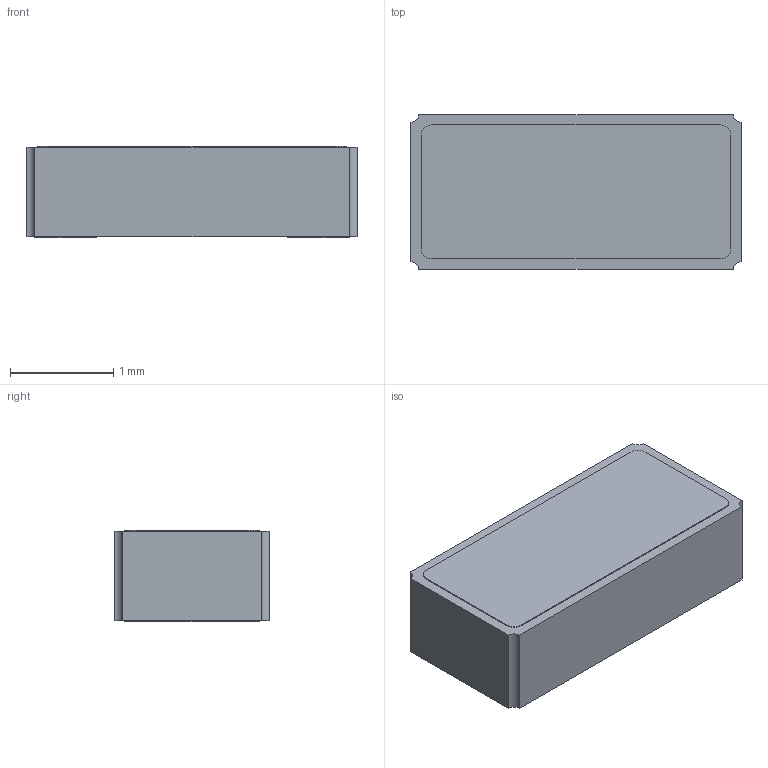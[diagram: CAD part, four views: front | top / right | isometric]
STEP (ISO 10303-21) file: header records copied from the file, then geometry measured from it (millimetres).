
FILE_DESCRIPTION (( 'STEP AP214' ), '1' );
FILE_NAME ('User Library-ECX-34R.STEP', '2020-06-11T23:45:41', ( '' ), ( '' ), 'SwSTEP 2.0', 'SolidWorks 2019', '' );
FILE_SCHEMA (( 'AUTOMOTIVE_DESIGN' ));
Length unit declared in the file: millimetre
Products named in the file (5): PAD1; PAD2; TOP; User Library-ECX-34R; BODY
Assembly tree (4 placements, depth 2):
  User Library-ECX-34R
    TOP
    BODY
    PAD1
    PAD2
Bounding box: 3.2 x 1.5 x 0.89 mm (x, y, z)
Volume: 4.2 mm3; surface area: 28.6 mm2
Topology: 4 solids, 4 shells, 33 faces, 75 edges, 50 vertices
Faces by surface type: plane 25, cylinder 8
Entity records: 1486 total; most frequent: DIRECTION 171, CARTESIAN_POINT 165, ORIENTED_EDGE 150, EDGE_CURVE 75, VECTOR 59, LINE 59, AXIS2_PLACEMENT_3D 56, VERTEX_POINT 50
